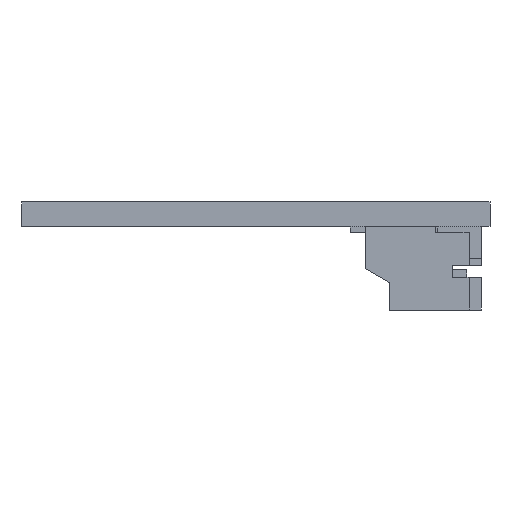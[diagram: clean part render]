
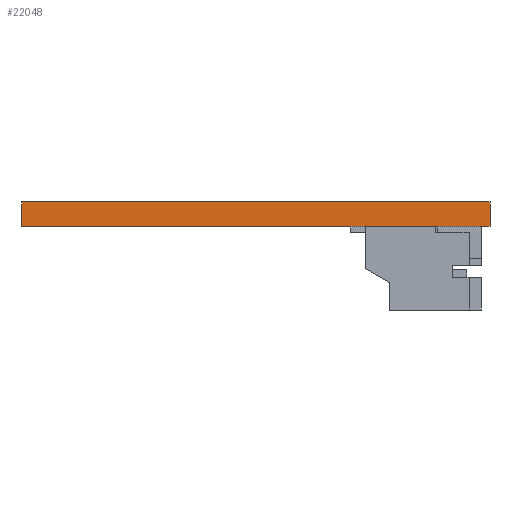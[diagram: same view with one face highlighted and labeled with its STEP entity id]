
A CAD part, front view. The second image highlights one B-rep face of the part: STEP entity #22048.
In plain terms, the highlighted planar face has unit normal (0, -1, 0).
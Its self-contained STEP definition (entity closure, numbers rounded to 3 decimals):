
#22048 = ADVANCED_FACE('',(#22049),#22063,.F.);
#22049 = FACE_BOUND('',#22050,.F.);
#22050 = EDGE_LOOP('',(#22051,#22086,#22114,#22142));
#22051 = ORIENTED_EDGE('',*,*,#22052,.T.);
#22052 = EDGE_CURVE('',#22053,#22055,#22057,.T.);
#22053 = VERTEX_POINT('',#22054);
#22054 = CARTESIAN_POINT('',(87.25,-62.,0.));
#22055 = VERTEX_POINT('',#22056);
#22056 = CARTESIAN_POINT('',(87.25,-62.,1.6));
#22057 = SURFACE_CURVE('',#22058,(#22062,#22074),.PCURVE_S1.);
#22058 = LINE('',#22059,#22060);
#22059 = CARTESIAN_POINT('',(87.25,-62.,0.));
#22060 = VECTOR('',#22061,1.);
#22061 = DIRECTION('',(0.,0.,1.));
#22062 = PCURVE('',#22063,#22068);
#22063 = PLANE('',#22064);
#22064 = AXIS2_PLACEMENT_3D('',#22065,#22066,#22067);
#22065 = CARTESIAN_POINT('',(87.25,-62.,0.));
#22066 = DIRECTION('',(0.,1.,0.));
#22067 = DIRECTION('',(1.,0.,0.));
#22068 = DEFINITIONAL_REPRESENTATION('',(#22069),#22073);
#22069 = LINE('',#22070,#22071);
#22070 = CARTESIAN_POINT('',(0.,0.));
#22071 = VECTOR('',#22072,1.);
#22072 = DIRECTION('',(0.,-1.));
#22073 = ( GEOMETRIC_REPRESENTATION_CONTEXT(2) 
PARAMETRIC_REPRESENTATION_CONTEXT() REPRESENTATION_CONTEXT('2D SPACE',''
  ) );
#22074 = PCURVE('',#22075,#22080);
#22075 = PLANE('',#22076);
#22076 = AXIS2_PLACEMENT_3D('',#22077,#22078,#22079);
#22077 = CARTESIAN_POINT('',(87.25,-56.,0.));
#22078 = DIRECTION('',(1.,0.,0.));
#22079 = DIRECTION('',(0.,-1.,0.));
#22080 = DEFINITIONAL_REPRESENTATION('',(#22081),#22085);
#22081 = LINE('',#22082,#22083);
#22082 = CARTESIAN_POINT('',(6.,0.));
#22083 = VECTOR('',#22084,1.);
#22084 = DIRECTION('',(0.,-1.));
#22085 = ( GEOMETRIC_REPRESENTATION_CONTEXT(2) 
PARAMETRIC_REPRESENTATION_CONTEXT() REPRESENTATION_CONTEXT('2D SPACE',''
  ) );
#22086 = ORIENTED_EDGE('',*,*,#22087,.T.);
#22087 = EDGE_CURVE('',#22055,#22088,#22090,.T.);
#22088 = VERTEX_POINT('',#22089);
#22089 = CARTESIAN_POINT('',(118.,-62.,1.6));
#22090 = SURFACE_CURVE('',#22091,(#22095,#22102),.PCURVE_S1.);
#22091 = LINE('',#22092,#22093);
#22092 = CARTESIAN_POINT('',(87.25,-62.,1.6));
#22093 = VECTOR('',#22094,1.);
#22094 = DIRECTION('',(1.,0.,0.));
#22095 = PCURVE('',#22063,#22096);
#22096 = DEFINITIONAL_REPRESENTATION('',(#22097),#22101);
#22097 = LINE('',#22098,#22099);
#22098 = CARTESIAN_POINT('',(0.,-1.6));
#22099 = VECTOR('',#22100,1.);
#22100 = DIRECTION('',(1.,0.));
#22101 = ( GEOMETRIC_REPRESENTATION_CONTEXT(2) 
PARAMETRIC_REPRESENTATION_CONTEXT() REPRESENTATION_CONTEXT('2D SPACE',''
  ) );
#22102 = PCURVE('',#22103,#22108);
#22103 = PLANE('',#22104);
#22104 = AXIS2_PLACEMENT_3D('',#22105,#22106,#22107);
#22105 = CARTESIAN_POINT('',(87.25,-62.,1.6));
#22106 = DIRECTION('',(0.,0.,-1.));
#22107 = DIRECTION('',(-1.,0.,0.));
#22108 = DEFINITIONAL_REPRESENTATION('',(#22109),#22113);
#22109 = LINE('',#22110,#22111);
#22110 = CARTESIAN_POINT('',(0.,0.));
#22111 = VECTOR('',#22112,1.);
#22112 = DIRECTION('',(-1.,0.));
#22113 = ( GEOMETRIC_REPRESENTATION_CONTEXT(2) 
PARAMETRIC_REPRESENTATION_CONTEXT() REPRESENTATION_CONTEXT('2D SPACE',''
  ) );
#22114 = ORIENTED_EDGE('',*,*,#22115,.F.);
#22115 = EDGE_CURVE('',#22116,#22088,#22118,.T.);
#22116 = VERTEX_POINT('',#22117);
#22117 = CARTESIAN_POINT('',(118.,-62.,0.));
#22118 = SURFACE_CURVE('',#22119,(#22123,#22130),.PCURVE_S1.);
#22119 = LINE('',#22120,#22121);
#22120 = CARTESIAN_POINT('',(118.,-62.,0.));
#22121 = VECTOR('',#22122,1.);
#22122 = DIRECTION('',(0.,0.,1.));
#22123 = PCURVE('',#22063,#22124);
#22124 = DEFINITIONAL_REPRESENTATION('',(#22125),#22129);
#22125 = LINE('',#22126,#22127);
#22126 = CARTESIAN_POINT('',(30.75,0.));
#22127 = VECTOR('',#22128,1.);
#22128 = DIRECTION('',(0.,-1.));
#22129 = ( GEOMETRIC_REPRESENTATION_CONTEXT(2) 
PARAMETRIC_REPRESENTATION_CONTEXT() REPRESENTATION_CONTEXT('2D SPACE',''
  ) );
#22130 = PCURVE('',#22131,#22136);
#22131 = PLANE('',#22132);
#22132 = AXIS2_PLACEMENT_3D('',#22133,#22134,#22135);
#22133 = CARTESIAN_POINT('',(118.,-62.,0.));
#22134 = DIRECTION('',(-1.,0.,0.));
#22135 = DIRECTION('',(0.,1.,0.));
#22136 = DEFINITIONAL_REPRESENTATION('',(#22137),#22141);
#22137 = LINE('',#22138,#22139);
#22138 = CARTESIAN_POINT('',(0.,0.));
#22139 = VECTOR('',#22140,1.);
#22140 = DIRECTION('',(0.,-1.));
#22141 = ( GEOMETRIC_REPRESENTATION_CONTEXT(2) 
PARAMETRIC_REPRESENTATION_CONTEXT() REPRESENTATION_CONTEXT('2D SPACE',''
  ) );
#22142 = ORIENTED_EDGE('',*,*,#22143,.F.);
#22143 = EDGE_CURVE('',#22053,#22116,#22144,.T.);
#22144 = SURFACE_CURVE('',#22145,(#22149,#22156),.PCURVE_S1.);
#22145 = LINE('',#22146,#22147);
#22146 = CARTESIAN_POINT('',(87.25,-62.,0.));
#22147 = VECTOR('',#22148,1.);
#22148 = DIRECTION('',(1.,0.,0.));
#22149 = PCURVE('',#22063,#22150);
#22150 = DEFINITIONAL_REPRESENTATION('',(#22151),#22155);
#22151 = LINE('',#22152,#22153);
#22152 = CARTESIAN_POINT('',(0.,0.));
#22153 = VECTOR('',#22154,1.);
#22154 = DIRECTION('',(1.,0.));
#22155 = ( GEOMETRIC_REPRESENTATION_CONTEXT(2) 
PARAMETRIC_REPRESENTATION_CONTEXT() REPRESENTATION_CONTEXT('2D SPACE',''
  ) );
#22156 = PCURVE('',#22157,#22162);
#22157 = PLANE('',#22158);
#22158 = AXIS2_PLACEMENT_3D('',#22159,#22160,#22161);
#22159 = CARTESIAN_POINT('',(87.25,-62.,0.));
#22160 = DIRECTION('',(0.,0.,-1.));
#22161 = DIRECTION('',(-1.,0.,0.));
#22162 = DEFINITIONAL_REPRESENTATION('',(#22163),#22167);
#22163 = LINE('',#22164,#22165);
#22164 = CARTESIAN_POINT('',(0.,0.));
#22165 = VECTOR('',#22166,1.);
#22166 = DIRECTION('',(-1.,0.));
#22167 = ( GEOMETRIC_REPRESENTATION_CONTEXT(2) 
PARAMETRIC_REPRESENTATION_CONTEXT() REPRESENTATION_CONTEXT('2D SPACE',''
  ) );
